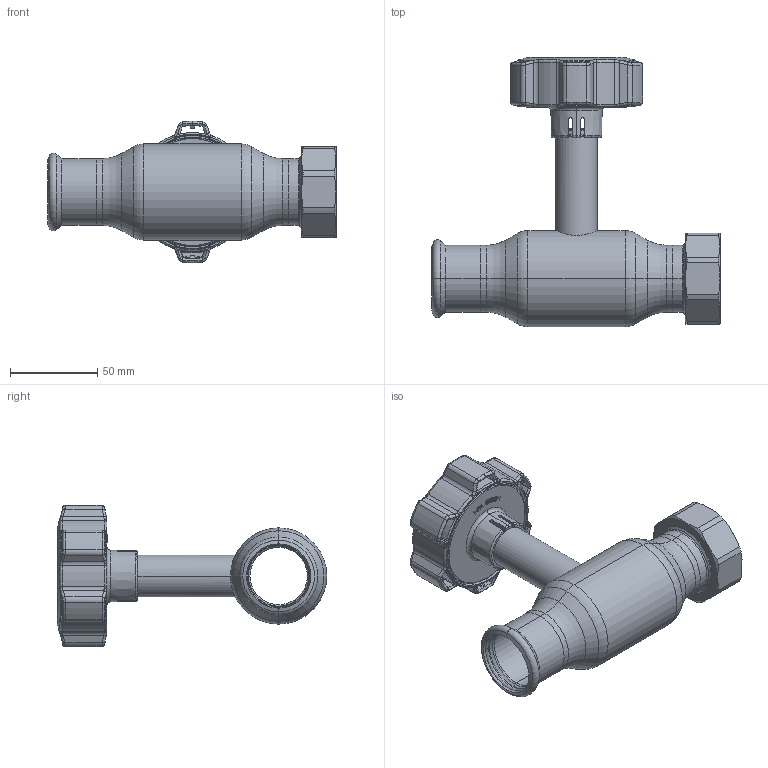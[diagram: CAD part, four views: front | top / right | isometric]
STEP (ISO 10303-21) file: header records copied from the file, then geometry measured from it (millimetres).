
FILE_DESCRIPTION (( 'STEP AP214' ), '1' );
FILE_NAME ('2032001401-0200.step', '2023-12-12T08:58:55', ( '' ), ( '' ), 'SwSTEP 2.0', 'SolidWorks 2021', '' );
FILE_SCHEMA (( 'AUTOMOTIVE_DESIGN' ));
Length unit declared in the file: millimetre
Products named in the file (1): 2032001401-0200
Bounding box: 165 x 154.1 x 81 mm (x, y, z)
Surface area: 68495.3 mm2 (no closed solid volume)
Topology: 0 solids, 29 shells, 587 faces, 1844 edges, 1256 vertices
Faces by surface type: bspline 180, cylinder 145, plane 109, cone 89, torus 63, sphere 1
Entity records: 37317 total; most frequent: CARTESIAN_POINT 16638, ORIENTED_EDGE 3128, DIRECTION 2378, EDGE_CURVE 1842, VERTEX_POINT 1256, AXIS2_PLACEMENT_3D 937, B_SPLINE_CURVE_WITH_KNOTS 761, EDGE_LOOP 622
